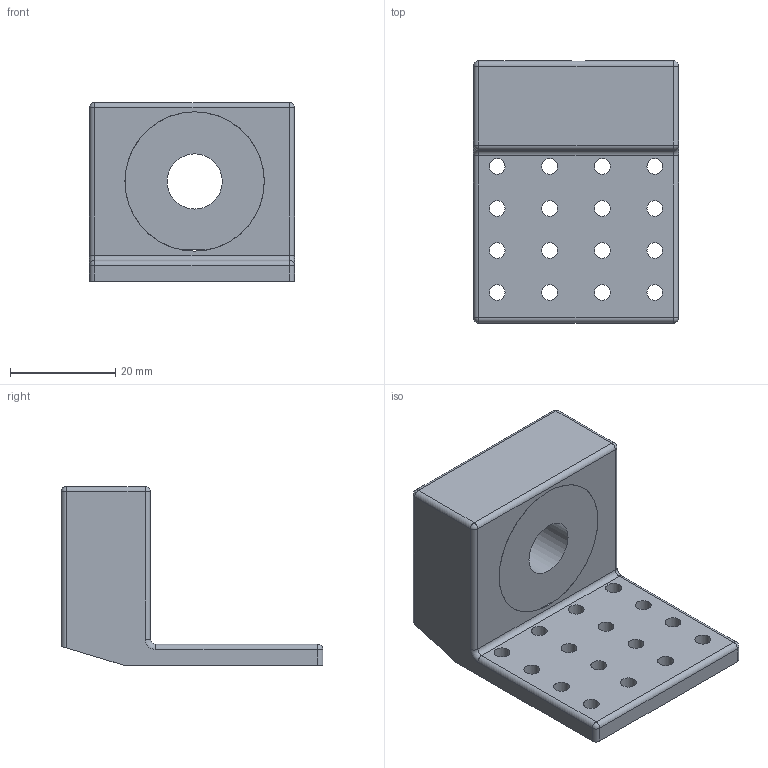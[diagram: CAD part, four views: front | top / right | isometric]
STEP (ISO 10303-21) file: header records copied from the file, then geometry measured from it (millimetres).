
FILE_DESCRIPTION(/* description */ (''),/* implementation_level */ '2;1');
FILE_NAME(/* name */ '另一侧支架V4 v19.step',/* time_stamp */ '2022-10-01T11:03:04+08:00',/* author */ (''),/* organization */ (''),/* preprocessor_version */ 'ST-DEVELOPER v19',/* originating_system */ 'Autodesk Translation Framework v11.7.0.108',/* authorisation */ '');
FILE_SCHEMA (('AUTOMOTIVE_DESIGN { 1 0 10303 214 3 1 1 }'));
Length unit declared in the file: millimetre
Products named in the file (2): 另一侧支架V4; 支架_Real
Assembly tree (1 placements, depth 2):
  另一侧支架V4
    支架_Real
Bounding box: 39 x 49.8 x 34 mm (x, y, z)
Volume: 20902.7 mm3; surface area: 10190.1 mm2
Topology: 2 solids, 2 shells, 56 faces, 135 edges, 82 vertices
Faces by surface type: cylinder 33, plane 13, sphere 6, cone 2, torus 2
Full cylindrical faces by diameter (mm): 3 x16, 10.5 x1, 26.5 x1
Entity records: 1767 total; most frequent: DIRECTION 323, CARTESIAN_POINT 281, ORIENTED_EDGE 270, EDGE_CURVE 135, AXIS2_PLACEMENT_3D 130, EDGE_LOOP 91, VERTEX_POINT 82, CIRCLE 69
